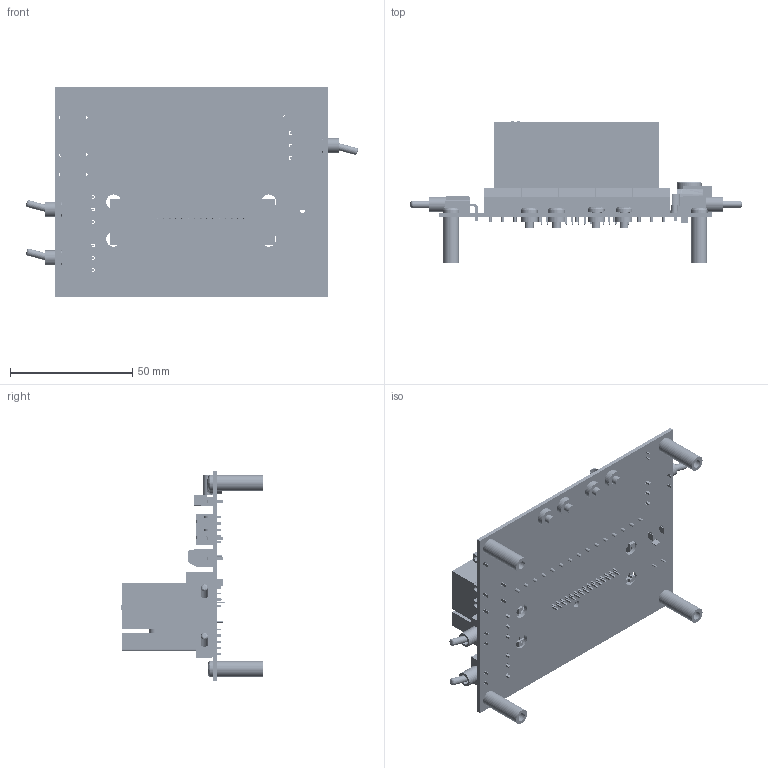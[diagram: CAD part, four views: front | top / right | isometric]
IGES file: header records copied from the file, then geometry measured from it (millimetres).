
Start section: SolidWorks IGES file using analytic representation for surfaces
Global section: file name: PLD500 Eval w_Controller Assy.IGS; native system: SolidWorks 2013; preprocessor: SolidWorks 2013; author: gniebel; date: 130603.143701; units: inch
Bounding box: 135.96 x 58.49 x 86.36 mm (x, y, z)
Surface area: 75362.9 mm2 (no closed solid volume)
Topology: 0 solids, 0 shells, 2897 faces, 28827 edges, 28813 vertices
Faces by surface type: bspline 2051, revolution 846
